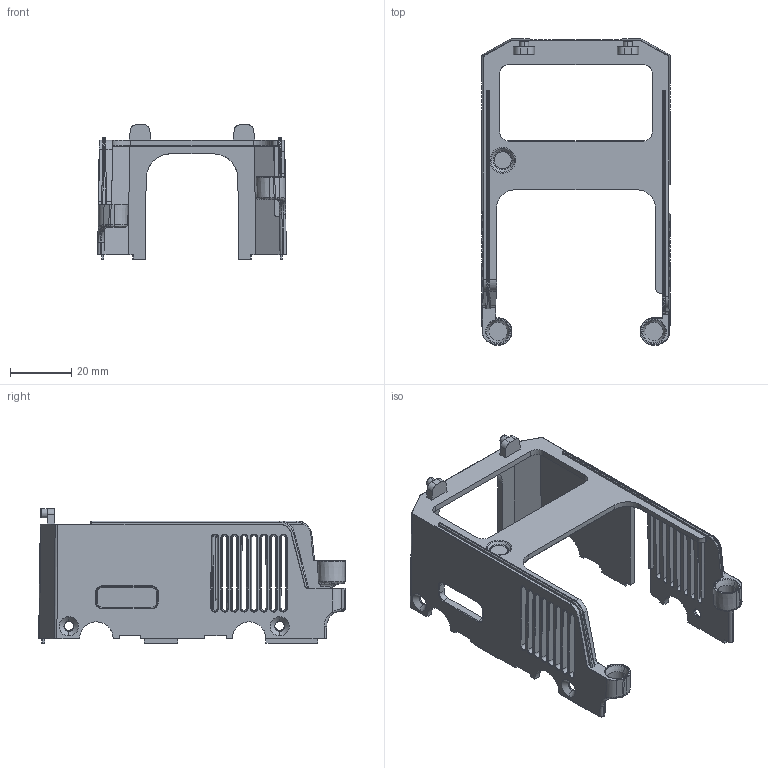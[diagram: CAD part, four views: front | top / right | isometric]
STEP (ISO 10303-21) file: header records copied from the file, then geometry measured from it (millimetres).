
FILE_DESCRIPTION (( 'STEP AP214' ), '1' );
FILE_NAME ('撥堤芛俋褲..STEP', '2025-12-01T08:21:15', ( 'Windows 蚚誧' ), ( '' ), 'SwSTEP 2.0', 'SolidWorks 2016', '' );
FILE_SCHEMA (( 'AUTOMOTIVE_DESIGN' ));
Length unit declared in the file: millimetre
Products named in the file (1): 撥堤芛俋褲.
Bounding box: 61.75 x 100.37 x 44 mm (x, y, z)
Volume: 17192.3 mm3; surface area: 20703.3 mm2
Topology: 1 solids, 1 shells, 479 faces, 1236 edges, 764 vertices
Faces by surface type: plane 157, cylinder 140, bspline 121, cone 61
Entity records: 21546 total; most frequent: CARTESIAN_POINT 10977, ORIENTED_EDGE 2468, DIRECTION 1830, EDGE_CURVE 1234, VERTEX_POINT 764, LINE 634, VECTOR 634, AXIS2_PLACEMENT_3D 598
